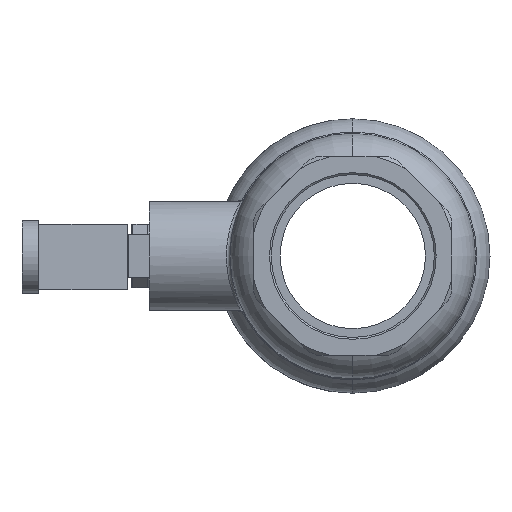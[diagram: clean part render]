
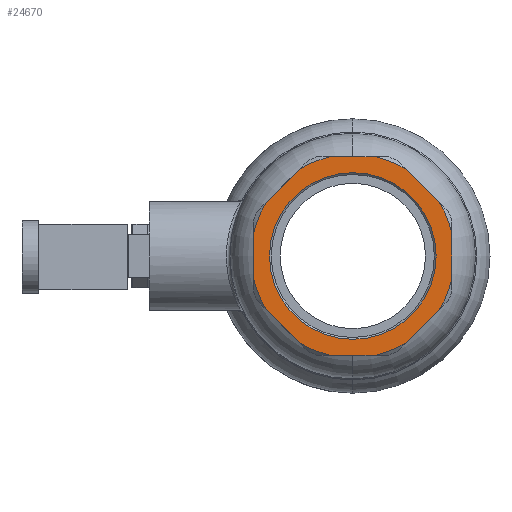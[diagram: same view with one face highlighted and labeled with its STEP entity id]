
A CAD part, left-side view. The second image highlights one B-rep face of the part: STEP entity #24670.
In plain terms, the highlighted face is planar.
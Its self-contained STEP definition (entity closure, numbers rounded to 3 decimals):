
#14850=CARTESIAN_POINT('',(-6.437,-52.5,27.25));
#14860=VERTEX_POINT('',#14850);
#14890=CARTESIAN_POINT('',(0.,-52.5,0.));
#14900=DIRECTION('',(0.,1.,0.));
#14910=DIRECTION('',(0.,0.,1.));
#14920=AXIS2_PLACEMENT_3D('',#14890,#14900,#14910);
#14930=CIRCLE('',#14920,28.);
#14940=CARTESIAN_POINT('',(-14.717,-52.5,23.82));
#14950=VERTEX_POINT('',#14940);
#14960=EDGE_CURVE('',#14950,#14860,#14930,.T.);
#15210=CARTESIAN_POINT('',(-27.25,-52.5,11.287));
#15220=DIRECTION('',(0.707,0.,0.707));
#15230=VECTOR('',#15220,1000.);
#15240=LINE('',#15210,#15230);
#15250=CARTESIAN_POINT('',(-23.82,-52.5,14.717));
#15260=VERTEX_POINT('',#15250);
#15270=EDGE_CURVE('',#15260,#14950,#15240,.T.);
#16060=CARTESIAN_POINT('',(-27.25,-52.5,6.437));
#16070=VERTEX_POINT('',#16060);
#16120=CARTESIAN_POINT('',(-27.25,-52.5,-11.287));
#16130=DIRECTION('',(0.,0.,1.));
#16140=VECTOR('',#16130,1000.);
#16150=LINE('',#16120,#16140);
#16160=CARTESIAN_POINT('',(-27.25,-52.5,-6.437));
#16170=VERTEX_POINT('',#16160);
#16180=EDGE_CURVE('',#16170,#16070,#16150,.T.);
#17240=CARTESIAN_POINT('',(6.437,-52.5,27.25));
#17250=VERTEX_POINT('',#17240);
#17280=CARTESIAN_POINT('',(-11.287,-52.5,27.25));
#17290=DIRECTION('',(1.,0.,0.));
#17300=VECTOR('',#17290,1000.);
#17310=LINE('',#17280,#17300);
#17320=EDGE_CURVE('',#14860,#17250,#17310,.T.);
#19790=CARTESIAN_POINT('',(14.717,-52.5,-23.82));
#19800=VERTEX_POINT('',#19790);
#19830=CARTESIAN_POINT('',(27.25,-52.5,-11.287));
#19840=DIRECTION('',(-0.707,0.,-0.707));
#19850=VECTOR('',#19840,1000.);
#19860=LINE('',#19830,#19850);
#19870=CARTESIAN_POINT('',(23.82,-52.5,-14.717));
#19880=VERTEX_POINT('',#19870);
#19890=EDGE_CURVE('',#19880,#19800,#19860,.T.);
#20500=CARTESIAN_POINT('',(27.25,-52.5,-6.437));
#20510=VERTEX_POINT('',#20500);
#20540=CARTESIAN_POINT('',(27.25,-52.5,11.287));
#20550=DIRECTION('',(0.,0.,-1.));
#20560=VECTOR('',#20550,1000.);
#20570=LINE('',#20540,#20560);
#20580=CARTESIAN_POINT('',(27.25,-52.5,6.437));
#20590=VERTEX_POINT('',#20580);
#20600=EDGE_CURVE('',#20590,#20510,#20570,.T.);
#21310=CARTESIAN_POINT('',(-6.437,-52.5,-27.25));
#21320=VERTEX_POINT('',#21310);
#21350=CARTESIAN_POINT('',(11.287,-52.5,-27.25));
#21360=DIRECTION('',(-1.,0.,0.));
#21370=VECTOR('',#21360,1000.);
#21380=LINE('',#21350,#21370);
#21390=CARTESIAN_POINT('',(6.437,-52.5,-27.25));
#21400=VERTEX_POINT('',#21390);
#21410=EDGE_CURVE('',#21400,#21320,#21380,.T.);
#21880=CARTESIAN_POINT('',(0.,-52.5,0.));
#21890=DIRECTION('',(0.,1.,0.));
#21900=DIRECTION('',(0.,0.,1.));
#21910=AXIS2_PLACEMENT_3D('',#21880,#21890,#21900);
#21920=CIRCLE('',#21910,28.);
#21930=EDGE_CURVE('',#20510,#19880,#21920,.T.);
#22190=CARTESIAN_POINT('',(0.,-52.5,0.));
#22200=DIRECTION('',(0.,1.,0.));
#22210=DIRECTION('',(0.,0.,1.));
#22220=AXIS2_PLACEMENT_3D('',#22190,#22200,#22210);
#22230=CIRCLE('',#22220,28.);
#22240=EDGE_CURVE('',#19800,#21400,#22230,.T.);
#22520=CARTESIAN_POINT('',(0.,-52.5,0.));
#22530=DIRECTION('',(0.,1.,0.));
#22540=DIRECTION('',(0.,0.,1.));
#22550=AXIS2_PLACEMENT_3D('',#22520,#22530,#22540);
#22560=CIRCLE('',#22550,28.);
#22570=CARTESIAN_POINT('',(23.82,-52.5,14.717));
#22580=VERTEX_POINT('',#22570);
#22590=EDGE_CURVE('',#22580,#20590,#22560,.T.);
#22970=CARTESIAN_POINT('',(-14.717,-52.5,-23.82));
#22980=VERTEX_POINT('',#22970);
#23010=CARTESIAN_POINT('',(0.,-52.5,0.));
#23020=DIRECTION('',(0.,1.,0.));
#23030=DIRECTION('',(0.,0.,1.));
#23040=AXIS2_PLACEMENT_3D('',#23010,#23020,#23030);
#23050=CIRCLE('',#23040,28.);
#23060=EDGE_CURVE('',#21320,#22980,#23050,.T.);
#23290=CARTESIAN_POINT('',(-23.82,-52.5,-14.717));
#23300=VERTEX_POINT('',#23290);
#23350=CARTESIAN_POINT('',(-11.287,-52.5,-27.25));
#23360=DIRECTION('',(-0.707,0.,0.707));
#23370=VECTOR('',#23360,1000.);
#23380=LINE('',#23350,#23370);
#23390=EDGE_CURVE('',#22980,#23300,#23380,.T.);
#24000=CARTESIAN_POINT('',(0.,-52.5,0.));
#24010=DIRECTION('',(0.,1.,0.));
#24020=DIRECTION('',(0.,0.,1.));
#24030=AXIS2_PLACEMENT_3D('',#24000,#24010,#24020);
#24040=PLANE('',#24030);
#24050=CARTESIAN_POINT('',(0.,-52.5,
0.));
#24060=DIRECTION('',(0.,1.,0.));
#24070=DIRECTION('',(0.,0.,1.));
#24080=AXIS2_PLACEMENT_3D('',#24050,#24060,#24070);
#24090=CIRCLE('',#24080,22.923);
#24100=CARTESIAN_POINT('',(22.923,-52.5,0.));
#24110=VERTEX_POINT('',#24100);
#24120=CARTESIAN_POINT('',(-22.923,-52.5,0.));
#24130=VERTEX_POINT('',#24120);
#24140=EDGE_CURVE('',#24110,#24130,#24090,.T.);
#24150=ORIENTED_EDGE('',*,*,#24140,.T.);
#24160=CARTESIAN_POINT('',(0.,-52.5,22.923));
#24170=VERTEX_POINT('',#24160);
#24180=EDGE_CURVE('',#24170,#24110,#24090,.T.);
#24190=ORIENTED_EDGE('',*,*,#24180,.T.);
#24200=EDGE_CURVE('',#24130,#24170,#24090,.T.);
#24210=ORIENTED_EDGE('',*,*,#24200,.T.);
#24220=EDGE_LOOP('',(#24210,#24190,#24150));
#24230=FACE_BOUND('',#24220,.T.);
#24240=ORIENTED_EDGE('',*,*,#14960,.F.);
#24250=ORIENTED_EDGE('',*,*,#17320,.F.);
#24260=CARTESIAN_POINT('',(0.,-52.5,0.));
#24270=DIRECTION('',(0.,1.,0.));
#24280=DIRECTION('',(0.,0.,1.));
#24290=AXIS2_PLACEMENT_3D('',#24260,#24270,#24280);
#24300=CIRCLE('',#24290,28.);
#24310=CARTESIAN_POINT('',(14.717,-52.5,23.82));
#24320=VERTEX_POINT('',#24310);
#24330=EDGE_CURVE('',#17250,#24320,#24300,.T.);
#24340=ORIENTED_EDGE('',*,*,#24330,.F.);
#24350=CARTESIAN_POINT('',(11.287,-52.5,27.25));
#24360=DIRECTION('',(0.707,0.,-0.707));
#24370=VECTOR('',#24360,1000.);
#24380=LINE('',#24350,#24370);
#24390=EDGE_CURVE('',#24320,#22580,#24380,.T.);
#24400=ORIENTED_EDGE('',*,*,#24390,.F.);
#24410=ORIENTED_EDGE('',*,*,#22590,.F.);
#24420=ORIENTED_EDGE('',*,*,#20600,.F.);
#24430=ORIENTED_EDGE('',*,*,#21930,.F.);
#24440=ORIENTED_EDGE('',*,*,#19890,.F.);
#24450=ORIENTED_EDGE('',*,*,#22240,.F.);
#24460=ORIENTED_EDGE('',*,*,#21410,.F.);
#24470=ORIENTED_EDGE('',*,*,#23060,.F.);
#24480=ORIENTED_EDGE('',*,*,#23390,.F.);
#24490=CARTESIAN_POINT('',(0.,-52.5,0.));
#24500=DIRECTION('',(0.,1.,0.));
#24510=DIRECTION('',(0.,0.,1.));
#24520=AXIS2_PLACEMENT_3D('',#24490,#24500,#24510);
#24530=CIRCLE('',#24520,28.);
#24540=EDGE_CURVE('',#23300,#16170,#24530,.T.);
#24550=ORIENTED_EDGE('',*,*,#24540,.F.);
#24560=ORIENTED_EDGE('',*,*,#16180,.F.);
#24570=CARTESIAN_POINT('',(0.,-52.5,0.));
#24580=DIRECTION('',(0.,1.,0.));
#24590=DIRECTION('',(0.,0.,1.));
#24600=AXIS2_PLACEMENT_3D('',#24570,#24580,#24590);
#24610=CIRCLE('',#24600,28.);
#24620=EDGE_CURVE('',#16070,#15260,#24610,.T.);
#24630=ORIENTED_EDGE('',*,*,#24620,.F.);
#24640=ORIENTED_EDGE('',*,*,#15270,.F.);
#24650=EDGE_LOOP('',(#24640,#24630,#24560,#24550,#24480,#24470,#24460,
#24450,#24440,#24430,#24420,#24410,#24400,#24340,#24250,#24240));
#24660=FACE_OUTER_BOUND('',#24650,.T.);
#24670=ADVANCED_FACE('',(#24230,#24660),#24040,.F.);
